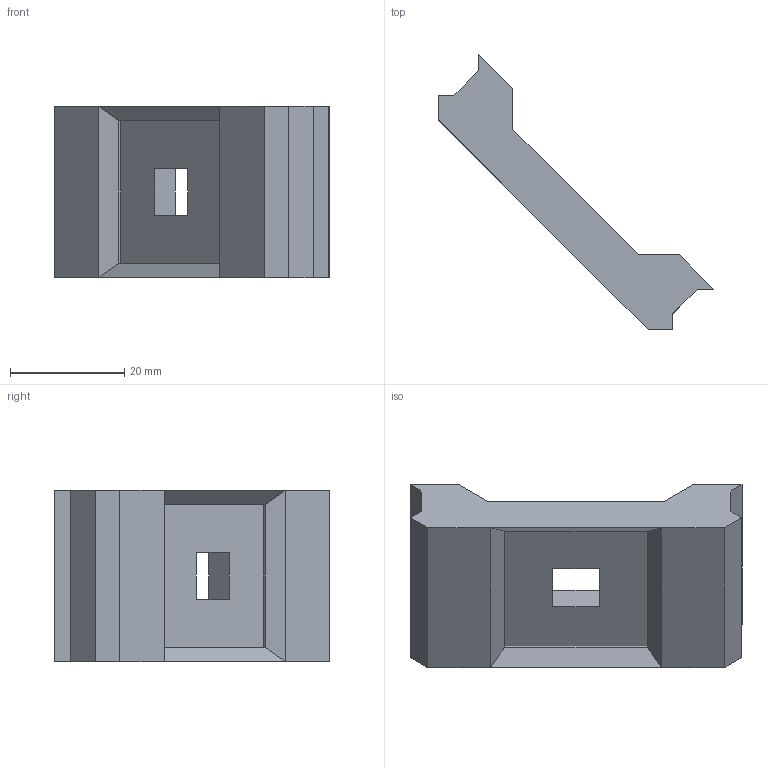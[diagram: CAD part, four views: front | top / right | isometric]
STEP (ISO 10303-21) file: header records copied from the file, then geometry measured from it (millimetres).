
FILE_DESCRIPTION(/* description */ (''),/* implementation_level */ '2;1');
FILE_NAME(/* name */ '20_Cube_Insert_Camera_ESP32_angle.ipt.step',/* time_stamp */ '2022-11-29T07:57:55+01:00',/* author */ ('diederichbenedict'),/* organization */ (''),/* preprocessor_version */ 'ST-DEVELOPER v18.1',/* originating_system */ 'Autodesk Inventor 2022',/* authorisation */ '');
FILE_SCHEMA (('AUTOMOTIVE_DESIGN { 1 0 10303 214 3 1 1 }'));
Length unit declared in the file: millimetre
Products named in the file (1): 20_Cube_Insert_Mirror_Holder_wLogo_v3
Bounding box: 48.14 x 48.14 x 30 mm (x, y, z)
Volume: 13485.5 mm3; surface area: 5645.5 mm2
Topology: 1 solids, 1 shells, 31 faces, 79 edges, 50 vertices
Faces by surface type: plane 31
Entity records: 954 total; most frequent: CARTESIAN_POINT 161, ORIENTED_EDGE 158, DIRECTION 143, LINE 79, VECTOR 79, EDGE_CURVE 79, VERTEX_POINT 50, EDGE_LOOP 33
